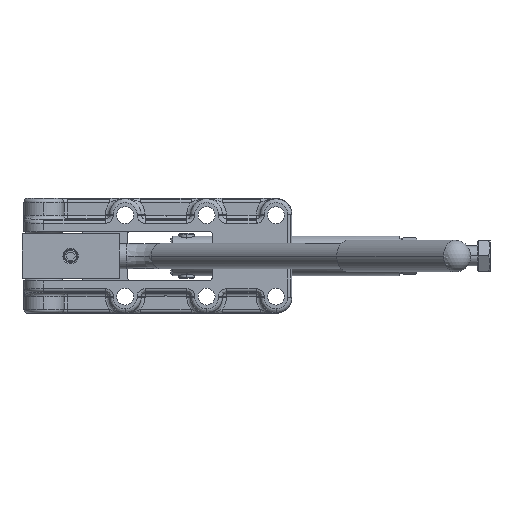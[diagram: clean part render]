
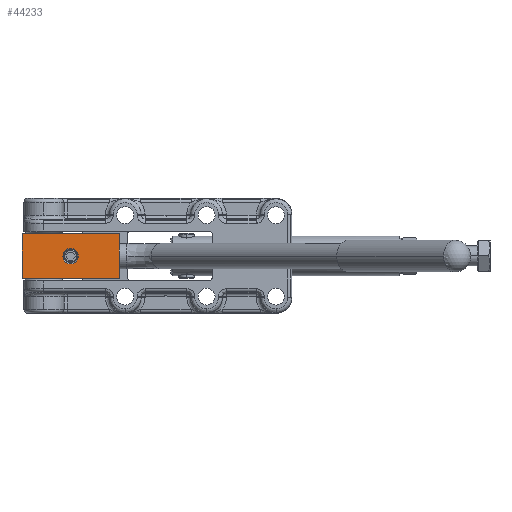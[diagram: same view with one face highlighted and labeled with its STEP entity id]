
A CAD part, left-side view. The second image highlights one B-rep face of the part: STEP entity #44233.
In plain terms, the highlighted face is planar.
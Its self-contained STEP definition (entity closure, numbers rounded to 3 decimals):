
#43137=CARTESIAN_POINT('',(99.6,-20.75,51.5));
#43138=VERTEX_POINT('',#43137);
#43155=CARTESIAN_POINT('',(103.5,-16.85,51.5));
#43156=VERTEX_POINT('',#43155);
#43163=CARTESIAN_POINT('',(103.5,-20.75,51.5));
#43164=DIRECTION('',(0.0,0.0,-1.0));
#43165=DIRECTION('',(1.0,0.0,0.0));
#43166=AXIS2_PLACEMENT_3D('',#43163,#43164,#43165);
#43167=CIRCLE('',#43166,3.9);
#43168=EDGE_CURVE('',#43138,#43156,#43167,.T.);
#43291=CARTESIAN_POINT('',(107.4,-20.75,51.5));
#43292=VERTEX_POINT('',#43291);
#43309=CARTESIAN_POINT('',(103.5,-24.65,51.5));
#43310=VERTEX_POINT('',#43309);
#43317=CARTESIAN_POINT('',(103.5,-20.75,51.5));
#43318=DIRECTION('',(0.0,0.0,-1.0));
#43319=DIRECTION('',(-1.0,0.0,0.0));
#43320=AXIS2_PLACEMENT_3D('',#43317,#43318,#43319);
#43321=CIRCLE('',#43320,3.9);
#43322=EDGE_CURVE('',#43292,#43310,#43321,.T.);
#44136=CARTESIAN_POINT('',(79.,-32.05,51.5));
#44137=VERTEX_POINT('',#44136);
#44162=CARTESIAN_POINT('',(128.,-32.05,51.5));
#44163=VERTEX_POINT('',#44162);
#44170=CARTESIAN_POINT('',(79.,-32.05,51.5));
#44171=DIRECTION('',(1.0,0.0,0.0));
#44172=VECTOR('',#44171,49.);
#44173=LINE('',#44170,#44172);
#44174=EDGE_CURVE('',#44163,#44137,#44173,.F.);
#44185=CARTESIAN_POINT('',(130.45,-33.18,51.5));
#44186=DIRECTION('',(0.0,0.0,1.0));
#44187=DIRECTION('',(1.0,0.0,0.0));
#44188=AXIS2_PLACEMENT_3D('',#44185,#44186,#44187);
#44189=PLANE('',#44188);
#44190=CARTESIAN_POINT('',(128.,-9.45,51.5));
#44191=VERTEX_POINT('',#44190);
#44192=CARTESIAN_POINT('',(128.,-32.05,51.5));
#44193=DIRECTION('',(0.0,1.0,0.0));
#44194=VECTOR('',#44193,22.6);
#44195=LINE('',#44192,#44194);
#44196=EDGE_CURVE('',#44191,#44163,#44195,.F.);
#44197=ORIENTED_EDGE('',*,*,#44196,.F.);
#44198=CARTESIAN_POINT('',(79.,-9.45,51.5));
#44199=VERTEX_POINT('',#44198);
#44200=CARTESIAN_POINT('',(128.,-9.45,51.5));
#44201=DIRECTION('',(-1.0,0.0,0.0));
#44202=VECTOR('',#44201,49.);
#44203=LINE('',#44200,#44202);
#44204=EDGE_CURVE('',#44191,#44199,#44203,.T.);
#44205=ORIENTED_EDGE('',*,*,#44204,.T.);
#44206=CARTESIAN_POINT('',(79.,-9.45,51.5));
#44207=DIRECTION('',(0.0,-1.0,0.0));
#44208=VECTOR('',#44207,22.6);
#44209=LINE('',#44206,#44208);
#44210=EDGE_CURVE('',#44137,#44199,#44209,.F.);
#44211=ORIENTED_EDGE('',*,*,#44210,.F.);
#44212=ORIENTED_EDGE('',*,*,#44174,.F.);
#44213=EDGE_LOOP('',(#44197,#44205,#44211,#44212));
#44214=FACE_OUTER_BOUND('',#44213,.T.);
#44215=CARTESIAN_POINT('',(103.5,-20.75,51.5));
#44216=DIRECTION('',(0.0,0.0,1.0));
#44217=DIRECTION('',(-1.0,0.0,0.0));
#44218=AXIS2_PLACEMENT_3D('',#44215,#44216,#44217);
#44219=CIRCLE('',#44218,3.9);
#44220=EDGE_CURVE('',#43156,#43292,#44219,.F.);
#44221=ORIENTED_EDGE('',*,*,#44220,.T.);
#44222=ORIENTED_EDGE('',*,*,#43322,.T.);
#44223=CARTESIAN_POINT('',(103.5,-20.75,51.5));
#44224=DIRECTION('',(0.0,0.0,1.0));
#44225=DIRECTION('',(1.0,0.0,0.0));
#44226=AXIS2_PLACEMENT_3D('',#44223,#44224,#44225);
#44227=CIRCLE('',#44226,3.9);
#44228=EDGE_CURVE('',#43310,#43138,#44227,.F.);
#44229=ORIENTED_EDGE('',*,*,#44228,.T.);
#44230=ORIENTED_EDGE('',*,*,#43168,.T.);
#44231=EDGE_LOOP('',(#44221,#44222,#44229,#44230));
#44232=FACE_BOUND('',#44231,.T.);
#44233=ADVANCED_FACE('',(#44214,#44232),#44189,.T.);
